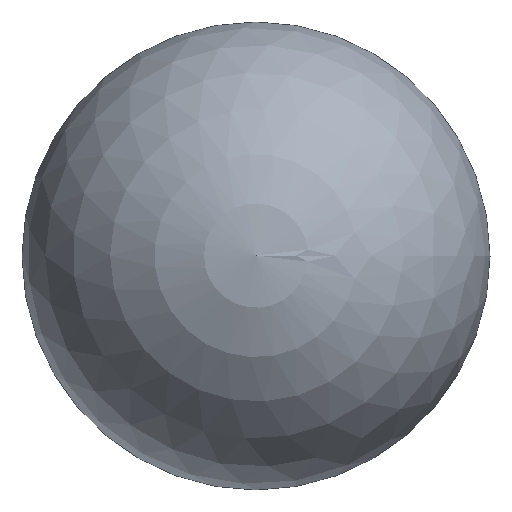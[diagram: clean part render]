
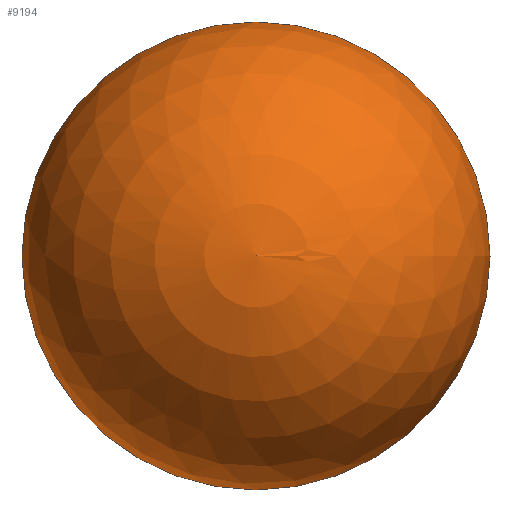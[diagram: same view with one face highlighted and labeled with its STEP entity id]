
A CAD part, top view. The second image highlights one B-rep face of the part: STEP entity #9194.
In plain terms, the highlighted spherical face has radius 15 mm.
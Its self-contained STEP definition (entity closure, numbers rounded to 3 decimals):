
#902 = CARTESIAN_POINT ( 'NONE',  ( 0., 0., 0. ) ) ;
#1002 = FACE_OUTER_BOUND ( 'NONE', #5482, .T. ) ;
#1034 = DIRECTION ( 'NONE',  ( -1., 0., 0. ) ) ;
#1158 = AXIS2_PLACEMENT_3D ( 'NONE', #902, #5553, #1034 ) ;
#1509 = VERTEX_POINT ( 'NONE', #3681 ) ;
#2158 = CIRCLE ( 'NONE', #3763, 15. ) ;
#2692 = CARTESIAN_POINT ( 'NONE',  ( 0., 0., 0. ) ) ;
#2949 = DIRECTION ( 'NONE',  ( 0., 0., -1. ) ) ;
#3434 = DIRECTION ( 'NONE',  ( 1., 0., 0. ) ) ;
#3580 = CIRCLE ( 'NONE', #1158, 15. ) ;
#3681 = CARTESIAN_POINT ( 'NONE',  ( 0., 15., 0. ) ) ;
#3763 = AXIS2_PLACEMENT_3D ( 'NONE', #2692, #7975, #3434 ) ;
#4044 = EDGE_CURVE ( 'NONE', #8094, #1509, #3580, .T. ) ;
#5482 = EDGE_LOOP ( 'NONE', ( #9079, #9429 ) ) ;
#5501 = EDGE_CURVE ( 'NONE', #8094, #1509, #2158, .T. ) ;
#5553 = DIRECTION ( 'NONE',  ( 0., 0., -1. ) ) ;
#6512 = AXIS2_PLACEMENT_3D ( 'NONE', #9596, #2949, #8241 ) ;
#6552 = SPHERICAL_SURFACE ( 'NONE', #6512, 15. ) ;
#7975 = DIRECTION ( 'NONE',  ( 0., 0., 1. ) ) ;
#8094 = VERTEX_POINT ( 'NONE', #9764 ) ;
#8241 = DIRECTION ( 'NONE',  ( 1., 0., 0. ) ) ;
#9079 = ORIENTED_EDGE ( 'NONE', *, *, #4044, .F. ) ;
#9194 = ADVANCED_FACE ( 'NONE', ( #1002 ), #6552, .T. ) ;
#9429 = ORIENTED_EDGE ( 'NONE', *, *, #5501, .T. ) ;
#9596 = CARTESIAN_POINT ( 'NONE',  ( 0., 0., 0. ) ) ;
#9764 = CARTESIAN_POINT ( 'NONE',  ( 0., -15., 0. ) ) ;
